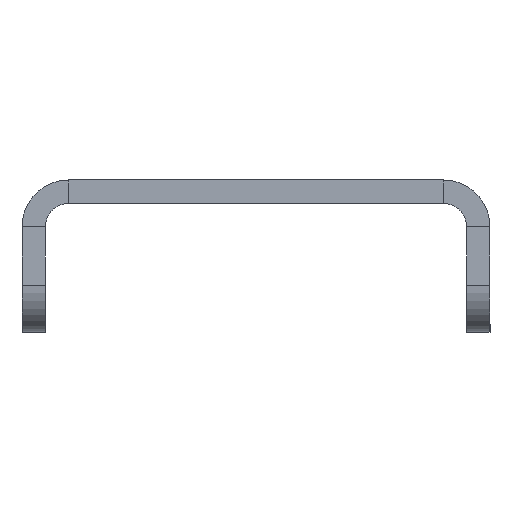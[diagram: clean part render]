
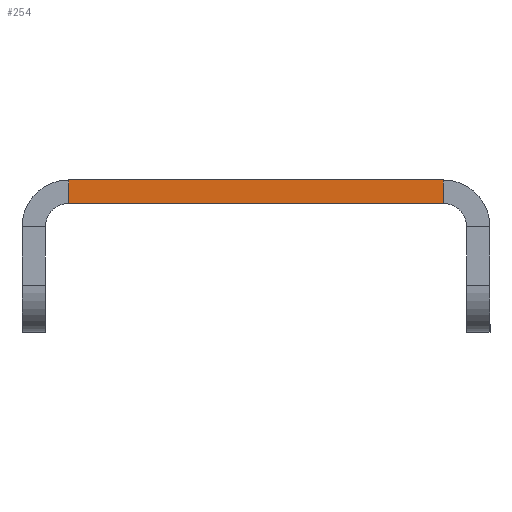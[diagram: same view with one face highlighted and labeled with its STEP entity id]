
A CAD part, front view. The second image highlights one B-rep face of the part: STEP entity #254.
In plain terms, the highlighted planar face has unit normal (0, -1, 0).
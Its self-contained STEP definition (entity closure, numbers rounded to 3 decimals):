
#27 = VECTOR ( 'NONE', #418, 1000. ) ;
#34 = CARTESIAN_POINT ( 'NONE',  ( 16., -450.5, -2. ) ) ;
#57 = FACE_OUTER_BOUND ( 'NONE', #781, .T. ) ;
#104 = CARTESIAN_POINT ( 'NONE',  ( -16., -450.5, -2. ) ) ;
#109 = ORIENTED_EDGE ( 'NONE', *, *, #909, .T. ) ;
#120 = DIRECTION ( 'NONE',  ( 0., 0., 1. ) ) ;
#150 = CARTESIAN_POINT ( 'NONE',  ( 20., -450.5, -2. ) ) ;
#163 = EDGE_CURVE ( 'NONE', #566, #675, #1052, .T. ) ;
#166 = DIRECTION ( 'NONE',  ( 0., -1., 0. ) ) ;
#172 = CARTESIAN_POINT ( 'NONE',  ( 20., -450.5, 0. ) ) ;
#186 = ORIENTED_EDGE ( 'NONE', *, *, #872, .F. ) ;
#242 = ORIENTED_EDGE ( 'NONE', *, *, #335, .F. ) ;
#251 = ORIENTED_EDGE ( 'NONE', *, *, #163, .T. ) ;
#254 = ADVANCED_FACE ( 'NONE', ( #57 ), #838, .T. ) ;
#277 = VERTEX_POINT ( 'NONE', #1144 ) ;
#293 = LINE ( 'NONE', #104, #937 ) ;
#296 = DIRECTION ( 'NONE',  ( 1., 0., 0. ) ) ;
#331 = CARTESIAN_POINT ( 'NONE',  ( -16., -450.5, -2. ) ) ;
#335 = EDGE_CURVE ( 'NONE', #1231, #277, #968, .T. ) ;
#418 = DIRECTION ( 'NONE',  ( 0., 0., 1. ) ) ;
#447 = CARTESIAN_POINT ( 'NONE',  ( 16., -450.5, -2. ) ) ;
#566 = VERTEX_POINT ( 'NONE', #331 ) ;
#675 = VERTEX_POINT ( 'NONE', #447 ) ;
#781 = EDGE_LOOP ( 'NONE', ( #186, #251, #109, #242 ) ) ;
#838 = PLANE ( 'NONE',  #1276 ) ;
#848 = CARTESIAN_POINT ( 'NONE',  ( 20., -450.5, -2. ) ) ;
#855 = DIRECTION ( 'NONE',  ( 1., 0., 0. ) ) ;
#872 = EDGE_CURVE ( 'NONE', #566, #1231, #293, .T. ) ;
#903 = LINE ( 'NONE', #34, #27 ) ;
#909 = EDGE_CURVE ( 'NONE', #675, #277, #903, .T. ) ;
#937 = VECTOR ( 'NONE', #120, 1000. ) ;
#942 = DIRECTION ( 'NONE',  ( 0., 0., -1. ) ) ;
#968 = LINE ( 'NONE', #172, #1155 ) ;
#971 = CARTESIAN_POINT ( 'NONE',  ( -16., -450.5, 0. ) ) ;
#1052 = LINE ( 'NONE', #848, #1085 ) ;
#1085 = VECTOR ( 'NONE', #855, 1000. ) ;
#1144 = CARTESIAN_POINT ( 'NONE',  ( 16., -450.5, 0. ) ) ;
#1155 = VECTOR ( 'NONE', #296, 1000. ) ;
#1231 = VERTEX_POINT ( 'NONE', #971 ) ;
#1276 = AXIS2_PLACEMENT_3D ( 'NONE', #150, #166, #942 ) ;
